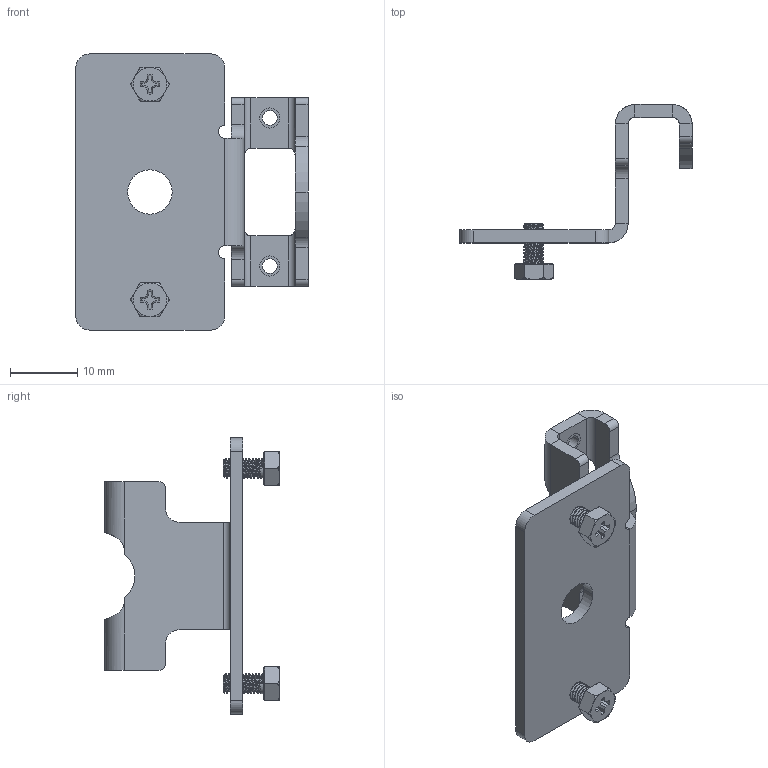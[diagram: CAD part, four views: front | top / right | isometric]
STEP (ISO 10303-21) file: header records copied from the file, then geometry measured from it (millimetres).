
FILE_DESCRIPTION((''),'2;1');
FILE_NAME('147229_ASM','2016-02-04T',('pdmadmin'),(''),'PRO/ENGINEER BY PARAMETRIC TECHNOLOGY CORPORATION, 2013230','PRO/ENGINEER BY PARAMETRIC TECHNOLOGY CORPORATION, 2013230','');
FILE_SCHEMA(('CONFIG_CONTROL_DESIGN'));
Length unit declared in the file: millimetre
Products named in the file (3): 142997; 142038; 147229_ASM
Assembly tree (3 placements, depth 2):
  147229_ASM
    142997
    142038  x2
Bounding box: 34.5 x 25.95 x 41 mm (x, y, z)
Volume: 3004.1 mm3; surface area: 3999.1 mm2
Topology: 3 solids, 7 shells, 255 faces, 655 edges, 408 vertices
Faces by surface type: plane 105, cylinder 96, bspline 36, torus 16, cone 2
Entity records: 8857 total; most frequent: CARTESIAN_POINT 4667, ORIENTED_EDGE 878, DIRECTION 802, EDGE_CURVE 447, VERTEX_POINT 277, AXIS2_PLACEMENT_3D 276, VECTOR 250, LINE 250
